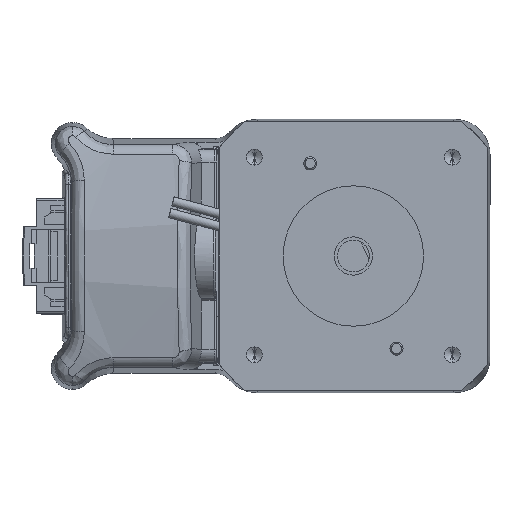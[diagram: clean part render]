
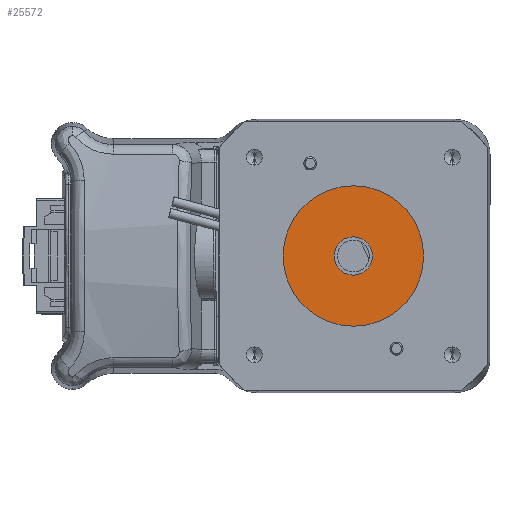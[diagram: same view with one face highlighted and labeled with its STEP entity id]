
A CAD part, left-side view. The second image highlights one B-rep face of the part: STEP entity #25572.
In plain terms, the highlighted face is planar.
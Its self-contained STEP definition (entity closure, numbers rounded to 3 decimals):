
#89 = VERTEX_POINT ( 'NONE', #56933 ) ;
#9630 = EDGE_CURVE ( 'NONE', #89, #91630, #68978, .T. ) ;
#12941 = ORIENTED_EDGE ( 'NONE', *, *, #9630, .T. ) ;
#13297 = DIRECTION ( 'NONE',  ( 0., 0., 1. ) ) ;
#13340 = FACE_BOUND ( 'NONE', #65224, .T. ) ;
#17373 = AXIS2_PLACEMENT_3D ( 'NONE', #49763, #122134, #60165 ) ;
#17676 = CIRCLE ( 'NONE', #122036, 3. ) ;
#20218 = EDGE_CURVE ( 'NONE', #75786, #56751, #83728, .T. ) ;
#25572 = ADVANCED_FACE ( 'NONE', ( #92682, #13340 ), #64896, .T. ) ;
#28453 = CIRCLE ( 'NONE', #50128, 11. ) ;
#28631 = CARTESIAN_POINT ( 'NONE',  ( 0., 0., 45.98 ) ) ;
#30904 = EDGE_CURVE ( 'NONE', #91630, #89, #17676, .T. ) ;
#37885 = ORIENTED_EDGE ( 'NONE', *, *, #20218, .F. ) ;
#38408 = AXIS2_PLACEMENT_3D ( 'NONE', #55068, #127433, #65447 ) ;
#39071 = DIRECTION ( 'NONE',  ( 1., 0., 0. ) ) ;
#41912 = ORIENTED_EDGE ( 'NONE', *, *, #30904, .T. ) ;
#44078 = CARTESIAN_POINT ( 'NONE',  ( 0., 0., 45.98 ) ) ;
#46231 = EDGE_CURVE ( 'NONE', #56751, #75786, #28453, .T. ) ;
#49763 = CARTESIAN_POINT ( 'NONE',  ( 0., 0., 45.98 ) ) ;
#50128 = AXIS2_PLACEMENT_3D ( 'NONE', #53456, #125825, #63831 ) ;
#53456 = CARTESIAN_POINT ( 'NONE',  ( 0., 0., 45.98 ) ) ;
#55068 = CARTESIAN_POINT ( 'NONE',  ( 0., 0., 45.98 ) ) ;
#56751 = VERTEX_POINT ( 'NONE', #57106 ) ;
#56933 = CARTESIAN_POINT ( 'NONE',  ( 3., 0., 45.98 ) ) ;
#57106 = CARTESIAN_POINT ( 'NONE',  ( 11., 0., 45.98 ) ) ;
#59646 = EDGE_LOOP ( 'NONE', ( #37885, #132088 ) ) ;
#60165 = DIRECTION ( 'NONE',  ( -1., 0., 0. ) ) ;
#63831 = DIRECTION ( 'NONE',  ( -1., 0., 0. ) ) ;
#64896 = PLANE ( 'NONE',  #127778 ) ;
#65224 = EDGE_LOOP ( 'NONE', ( #12941, #41912 ) ) ;
#65447 = DIRECTION ( 'NONE',  ( 1., 0., 0. ) ) ;
#68978 = CIRCLE ( 'NONE', #38408, 3. ) ;
#75786 = VERTEX_POINT ( 'NONE', #85947 ) ;
#79959 = CARTESIAN_POINT ( 'NONE',  ( -3., 0., 45.98 ) ) ;
#83728 = CIRCLE ( 'NONE', #17373, 11. ) ;
#85735 = DIRECTION ( 'NONE',  ( 1., 0., 0. ) ) ;
#85947 = CARTESIAN_POINT ( 'NONE',  ( -11., 0., 45.98 ) ) ;
#91630 = VERTEX_POINT ( 'NONE', #79959 ) ;
#92682 = FACE_OUTER_BOUND ( 'NONE', #59646, .T. ) ;
#101060 = DIRECTION ( 'NONE',  ( 0., 0., -1. ) ) ;
#122036 = AXIS2_PLACEMENT_3D ( 'NONE', #28631, #101060, #39071 ) ;
#122134 = DIRECTION ( 'NONE',  ( 0., 0., -1. ) ) ;
#125825 = DIRECTION ( 'NONE',  ( 0., 0., -1. ) ) ;
#127433 = DIRECTION ( 'NONE',  ( 0., 0., -1. ) ) ;
#127778 = AXIS2_PLACEMENT_3D ( 'NONE', #44078, #13297, #85735 ) ;
#132088 = ORIENTED_EDGE ( 'NONE', *, *, #46231, .F. ) ;
